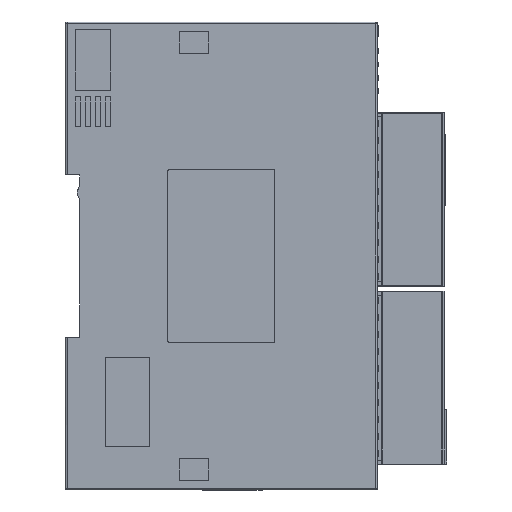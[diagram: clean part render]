
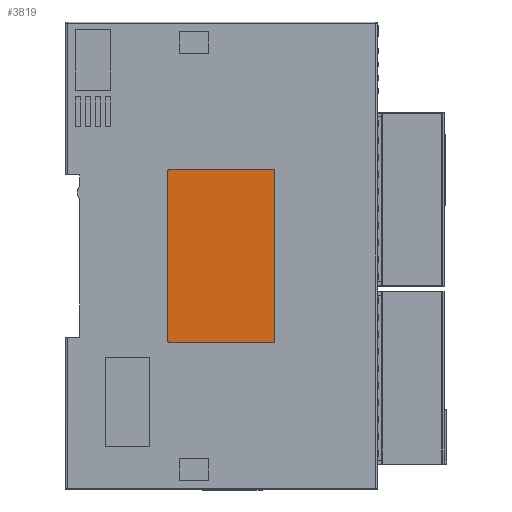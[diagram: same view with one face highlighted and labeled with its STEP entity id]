
A CAD part, left-side view. The second image highlights one B-rep face of the part: STEP entity #3819.
In plain terms, the highlighted planar face has unit normal (-1, 0, 0).
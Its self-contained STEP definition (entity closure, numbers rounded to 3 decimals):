
#3819=ADVANCED_FACE('',(#9760),#98728,.T.);
#9760=FACE_OUTER_BOUND('',#15909,.T.);
#15909=EDGE_LOOP('',(#35999,#36000,#36001,#36002,#36003,#36004,#36005,#36006));
#35999=ORIENTED_EDGE('',*,*,#60786,.T.);
#36000=ORIENTED_EDGE('',*,*,#60768,.T.);
#36001=ORIENTED_EDGE('',*,*,#60782,.T.);
#36002=ORIENTED_EDGE('',*,*,#60769,.T.);
#36003=ORIENTED_EDGE('',*,*,#60778,.T.);
#36004=ORIENTED_EDGE('',*,*,#60770,.T.);
#36005=ORIENTED_EDGE('',*,*,#60774,.T.);
#36006=ORIENTED_EDGE('',*,*,#60771,.T.);
#60768=EDGE_CURVE('',#90430,#90431,#77616,.T.);
#60769=EDGE_CURVE('',#90432,#90433,#77617,.T.);
#60770=EDGE_CURVE('',#90434,#90435,#77618,.T.);
#60771=EDGE_CURVE('',#90436,#90429,#77619,.T.);
#60774=EDGE_CURVE('',#90435,#90436,#68228,.T.);
#60778=EDGE_CURVE('',#90433,#90434,#68230,.T.);
#60782=EDGE_CURVE('',#90431,#90432,#68232,.T.);
#60786=EDGE_CURVE('',#90429,#90430,#68234,.T.);
#68228=(
BOUNDED_CURVE()
B_SPLINE_CURVE(2,(#189012,#189013,#189014),.UNSPECIFIED.,.F.,.F.)
B_SPLINE_CURVE_WITH_KNOTS((3,3),(-1.,0.),.UNSPECIFIED.)
CURVE()
GEOMETRIC_REPRESENTATION_ITEM()
RATIONAL_B_SPLINE_CURVE((1.,0.707,1.))
REPRESENTATION_ITEM('')
);
#68230=(
BOUNDED_CURVE()
B_SPLINE_CURVE(2,(#189022,#189023,#189024),.UNSPECIFIED.,.F.,.F.)
B_SPLINE_CURVE_WITH_KNOTS((3,3),(-1.,0.),.UNSPECIFIED.)
CURVE()
GEOMETRIC_REPRESENTATION_ITEM()
RATIONAL_B_SPLINE_CURVE((1.,0.707,1.))
REPRESENTATION_ITEM('')
);
#68232=(
BOUNDED_CURVE()
B_SPLINE_CURVE(2,(#189032,#189033,#189034),.UNSPECIFIED.,.F.,.F.)
B_SPLINE_CURVE_WITH_KNOTS((3,3),(-1.,0.),.UNSPECIFIED.)
CURVE()
GEOMETRIC_REPRESENTATION_ITEM()
RATIONAL_B_SPLINE_CURVE((1.,0.707,1.))
REPRESENTATION_ITEM('')
);
#68234=(
BOUNDED_CURVE()
B_SPLINE_CURVE(2,(#189042,#189043,#189044),.UNSPECIFIED.,.F.,.F.)
B_SPLINE_CURVE_WITH_KNOTS((3,3),(-1.,0.),.UNSPECIFIED.)
CURVE()
GEOMETRIC_REPRESENTATION_ITEM()
RATIONAL_B_SPLINE_CURVE((1.,0.707,1.))
REPRESENTATION_ITEM('')
);
#77616=B_SPLINE_CURVE_WITH_KNOTS('',1,(#189000,#189001),.UNSPECIFIED.,.F.,
 .F.,(2,2),(0.,23.),.UNSPECIFIED.);
#77617=B_SPLINE_CURVE_WITH_KNOTS('',1,(#189002,#189003),.UNSPECIFIED.,.F.,
 .F.,(2,2),(0.,38.),.UNSPECIFIED.);
#77618=B_SPLINE_CURVE_WITH_KNOTS('',1,(#189004,#189005),.UNSPECIFIED.,.F.,
 .F.,(2,2),(0.,23.),.UNSPECIFIED.);
#77619=B_SPLINE_CURVE_WITH_KNOTS('',1,(#189006,#189007),.UNSPECIFIED.,.F.,
 .F.,(2,2),(0.,38.),.UNSPECIFIED.);
#90429=VERTEX_POINT('',#158276);
#90430=VERTEX_POINT('',#158277);
#90431=VERTEX_POINT('',#158278);
#90432=VERTEX_POINT('',#158279);
#90433=VERTEX_POINT('',#158280);
#90434=VERTEX_POINT('',#158281);
#90435=VERTEX_POINT('',#158282);
#90436=VERTEX_POINT('',#158283);
#98728=PLANE('',#103459);
#103459=AXIS2_PLACEMENT_3D('',#139523,#108286,$);
#108286=DIRECTION('',(-1.,0.,0.));
#139523=CARTESIAN_POINT('',(-320.603,-71.468,212.686));
#158276=CARTESIAN_POINT('',(-320.603,-97.88,255.098));
#158277=CARTESIAN_POINT('',(-320.603,-97.38,255.598));
#158278=CARTESIAN_POINT('',(-320.603,-74.38,255.598));
#158279=CARTESIAN_POINT('',(-320.603,-73.88,255.098));
#158280=CARTESIAN_POINT('',(-320.603,-73.88,217.098));
#158281=CARTESIAN_POINT('',(-320.603,-74.38,216.598));
#158282=CARTESIAN_POINT('',(-320.603,-97.38,216.598));
#158283=CARTESIAN_POINT('',(-320.603,-97.88,217.098));
#189000=CARTESIAN_POINT('',(-320.603,-97.38,255.598));
#189001=CARTESIAN_POINT('',(-320.603,-74.38,255.598));
#189002=CARTESIAN_POINT('',(-320.603,-73.88,255.098));
#189003=CARTESIAN_POINT('',(-320.603,-73.88,217.098));
#189004=CARTESIAN_POINT('',(-320.603,-74.38,216.598));
#189005=CARTESIAN_POINT('',(-320.603,-97.38,216.598));
#189006=CARTESIAN_POINT('',(-320.603,-97.88,217.098));
#189007=CARTESIAN_POINT('',(-320.603,-97.88,255.098));
#189012=CARTESIAN_POINT('',(-320.603,-97.38,216.598));
#189013=CARTESIAN_POINT('',(-320.603,-97.88,216.598));
#189014=CARTESIAN_POINT('',(-320.603,-97.88,217.098));
#189022=CARTESIAN_POINT('',(-320.603,-73.88,217.098));
#189023=CARTESIAN_POINT('',(-320.603,-73.88,216.598));
#189024=CARTESIAN_POINT('',(-320.603,-74.38,216.598));
#189032=CARTESIAN_POINT('',(-320.603,-74.38,255.598));
#189033=CARTESIAN_POINT('',(-320.603,-73.88,255.598));
#189034=CARTESIAN_POINT('',(-320.603,-73.88,255.098));
#189042=CARTESIAN_POINT('',(-320.603,-97.88,255.098));
#189043=CARTESIAN_POINT('',(-320.603,-97.88,255.598));
#189044=CARTESIAN_POINT('',(-320.603,-97.38,255.598));
